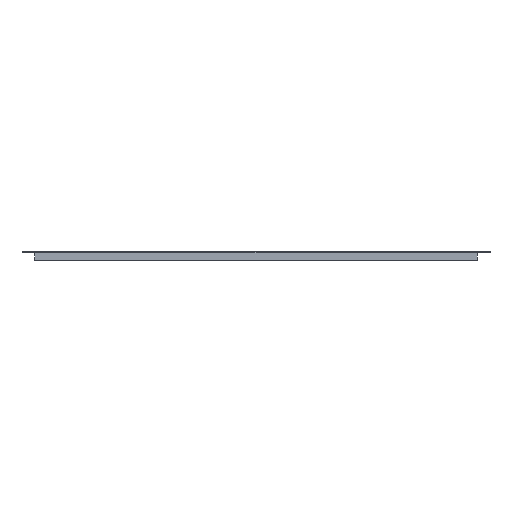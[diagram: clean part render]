
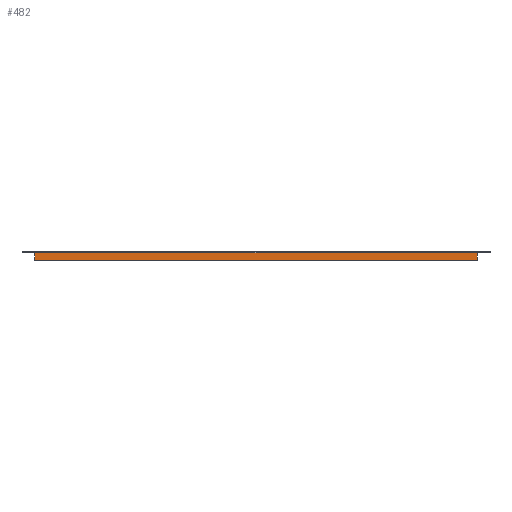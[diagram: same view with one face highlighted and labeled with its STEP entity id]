
A CAD part, front view. The second image highlights one B-rep face of the part: STEP entity #482.
In plain terms, the highlighted planar face has unit normal (0, -1, 0).
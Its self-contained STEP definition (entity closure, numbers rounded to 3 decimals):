
#5 = EDGE_CURVE ( 'NONE', #1229, #1216, #196, .T. ) ;
#13 = ORIENTED_EDGE ( 'NONE', *, *, #324, .F. ) ;
#27 = DIRECTION ( 'NONE',  ( -1., 0., 0. ) ) ;
#51 = DIRECTION ( 'NONE',  ( 0., -1., 0. ) ) ;
#66 = LINE ( 'NONE', #535, #550 ) ;
#181 = FACE_OUTER_BOUND ( 'NONE', #366, .T. ) ;
#196 = LINE ( 'NONE', #1230, #668 ) ;
#244 = CARTESIAN_POINT ( 'NONE',  ( 0., -137., -2. ) ) ;
#254 = VERTEX_POINT ( 'NONE', #358 ) ;
#299 = AXIS2_PLACEMENT_3D ( 'NONE', #1157, #51, #439 ) ;
#324 = EDGE_CURVE ( 'NONE', #1216, #555, #895, .T. ) ;
#351 = EDGE_CURVE ( 'NONE', #1229, #254, #621, .T. ) ;
#358 = CARTESIAN_POINT ( 'NONE',  ( 26., -137., -2. ) ) ;
#366 = EDGE_LOOP ( 'NONE', ( #676, #1597, #450, #13 ) ) ;
#439 = DIRECTION ( 'NONE',  ( 0., 0., -1. ) ) ;
#450 = ORIENTED_EDGE ( 'NONE', *, *, #462, .F. ) ;
#462 = EDGE_CURVE ( 'NONE', #555, #254, #66, .T. ) ;
#482 = ADVANCED_FACE ( 'NONE', ( #181 ), #1442, .T. ) ;
#535 = CARTESIAN_POINT ( 'NONE',  ( 26., -137., -1. ) ) ;
#550 = VECTOR ( 'NONE', #646, 1000. ) ;
#555 = VERTEX_POINT ( 'NONE', #1065 ) ;
#621 = LINE ( 'NONE', #244, #883 ) ;
#646 = DIRECTION ( 'NONE',  ( 0., 0., 1. ) ) ;
#668 = VECTOR ( 'NONE', #838, 1000. ) ;
#676 = ORIENTED_EDGE ( 'NONE', *, *, #5, .F. ) ;
#702 = CARTESIAN_POINT ( 'NONE',  ( 911.5, -137., -2. ) ) ;
#762 = DIRECTION ( 'NONE',  ( -1., 0., 0. ) ) ;
#838 = DIRECTION ( 'NONE',  ( 0., 0., -1. ) ) ;
#883 = VECTOR ( 'NONE', #27, 1000. ) ;
#895 = LINE ( 'NONE', #1544, #1319 ) ;
#1065 = CARTESIAN_POINT ( 'NONE',  ( 26., -137., -18. ) ) ;
#1085 = CARTESIAN_POINT ( 'NONE',  ( 911.5, -137., -18. ) ) ;
#1157 = CARTESIAN_POINT ( 'NONE',  ( 0., -137., 0. ) ) ;
#1216 = VERTEX_POINT ( 'NONE', #1085 ) ;
#1229 = VERTEX_POINT ( 'NONE', #702 ) ;
#1230 = CARTESIAN_POINT ( 'NONE',  ( 911.5, -137., -18. ) ) ;
#1319 = VECTOR ( 'NONE', #762, 1000. ) ;
#1442 = PLANE ( 'NONE',  #299 ) ;
#1544 = CARTESIAN_POINT ( 'NONE',  ( 26., -137., -18. ) ) ;
#1597 = ORIENTED_EDGE ( 'NONE', *, *, #351, .T. ) ;
